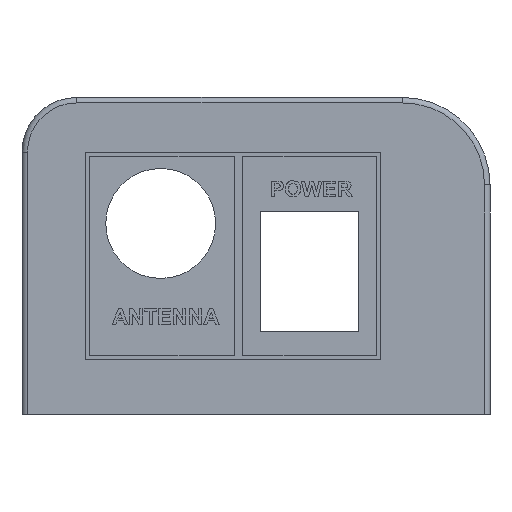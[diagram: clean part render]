
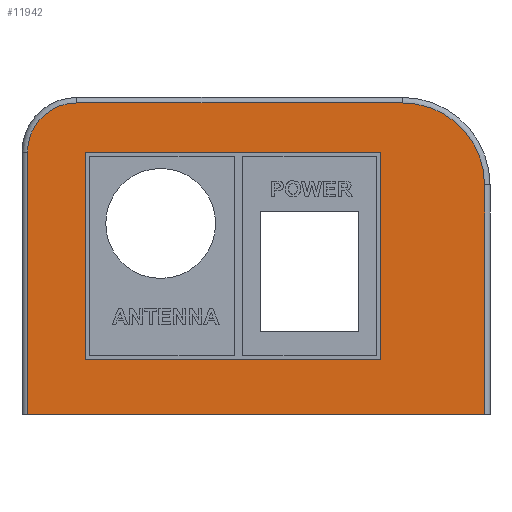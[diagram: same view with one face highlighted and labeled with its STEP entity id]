
A CAD part, left-side view. The second image highlights one B-rep face of the part: STEP entity #11942.
In plain terms, the highlighted planar face has unit normal (-1, 0, 0).
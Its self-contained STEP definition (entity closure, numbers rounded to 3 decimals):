
#531=FACE_BOUND('',#1693,.T.);
#628=CIRCLE('',#12574,7.5);
#629=CIRCLE('',#12575,4.5);
#1015=FACE_OUTER_BOUND('',#1692,.T.);
#1692=EDGE_LOOP('',(#9658,#9659,#9660,#9661,#9662,#9663));
#1693=EDGE_LOOP('',(#9664,#9665,#9666,#9667));
#2794=LINE('',#19373,#4155);
#2795=LINE('',#19379,#4156);
#2796=LINE('',#19383,#4157);
#2797=LINE('',#19385,#4158);
#2798=LINE('',#19388,#4159);
#2799=LINE('',#19390,#4160);
#2800=LINE('',#19392,#4161);
#2801=LINE('',#19393,#4162);
#4155=VECTOR('',#14299,10.);
#4156=VECTOR('',#14306,10.);
#4157=VECTOR('',#14309,10.);
#4158=VECTOR('',#14312,10.);
#4159=VECTOR('',#14313,10.);
#4160=VECTOR('',#14314,10.);
#4161=VECTOR('',#14315,10.);
#4162=VECTOR('',#14316,10.);
#5449=VERTEX_POINT('',#19371);
#5450=VERTEX_POINT('',#19372);
#5451=VERTEX_POINT('',#19377);
#5452=VERTEX_POINT('',#19378);
#5453=VERTEX_POINT('',#19380);
#5454=VERTEX_POINT('',#19382);
#5455=VERTEX_POINT('',#19386);
#5456=VERTEX_POINT('',#19387);
#5457=VERTEX_POINT('',#19389);
#5458=VERTEX_POINT('',#19391);
#6943=EDGE_CURVE('',#5449,#5450,#2794,.T.);
#6946=EDGE_CURVE('',#5451,#5452,#2795,.T.);
#6947=EDGE_CURVE('',#5453,#5451,#628,.T.);
#6948=EDGE_CURVE('',#5454,#5453,#2796,.T.);
#6949=EDGE_CURVE('',#5450,#5454,#629,.T.);
#6950=EDGE_CURVE('',#5449,#5452,#2797,.T.);
#6951=EDGE_CURVE('',#5455,#5456,#2798,.T.);
#6952=EDGE_CURVE('',#5456,#5457,#2799,.T.);
#6953=EDGE_CURVE('',#5457,#5458,#2800,.T.);
#6954=EDGE_CURVE('',#5458,#5455,#2801,.T.);
#9658=ORIENTED_EDGE('',*,*,#6946,.F.);
#9659=ORIENTED_EDGE('',*,*,#6947,.F.);
#9660=ORIENTED_EDGE('',*,*,#6948,.F.);
#9661=ORIENTED_EDGE('',*,*,#6949,.F.);
#9662=ORIENTED_EDGE('',*,*,#6943,.F.);
#9663=ORIENTED_EDGE('',*,*,#6950,.T.);
#9664=ORIENTED_EDGE('',*,*,#6951,.T.);
#9665=ORIENTED_EDGE('',*,*,#6952,.T.);
#9666=ORIENTED_EDGE('',*,*,#6953,.T.);
#9667=ORIENTED_EDGE('',*,*,#6954,.T.);
#11375=PLANE('',#12573);
#11942=ADVANCED_FACE('',(#1015,#531),#11375,.T.);
#12573=AXIS2_PLACEMENT_3D('',#19376,#14304,#14305);
#12574=AXIS2_PLACEMENT_3D('',#19381,#14307,#14308);
#12575=AXIS2_PLACEMENT_3D('',#19384,#14310,#14311);
#14299=DIRECTION('',(0.,0.,1.));
#14304=DIRECTION('center_axis',(-1.,0.,0.));
#14305=DIRECTION('ref_axis',(0.,-1.,0.));
#14306=DIRECTION('',(0.,0.,-1.));
#14307=DIRECTION('center_axis',(1.,0.,0.));
#14308=DIRECTION('ref_axis',(0.,-0.707,0.707));
#14309=DIRECTION('',(0.,-1.,0.));
#14310=DIRECTION('center_axis',(1.,0.,0.));
#14311=DIRECTION('ref_axis',(0.,0.707,0.707));
#14312=DIRECTION('',(0.,-1.,0.));
#14313=DIRECTION('',(0.,1.,0.));
#14314=DIRECTION('',(0.,0.,1.));
#14315=DIRECTION('',(0.,-1.,0.));
#14316=DIRECTION('',(0.,0.,-1.));
#19371=CARTESIAN_POINT('',(8.855,52.049,0.));
#19372=CARTESIAN_POINT('',(8.855,52.049,24.));
#19373=CARTESIAN_POINT('',(8.855,52.049,0.));
#19376=CARTESIAN_POINT('Origin',(8.855,52.549,0.));
#19377=CARTESIAN_POINT('',(8.855,10.249,21.));
#19378=CARTESIAN_POINT('',(8.855,10.249,0.));
#19379=CARTESIAN_POINT('',(8.855,10.249,0.));
#19380=CARTESIAN_POINT('',(8.855,17.749,28.5));
#19381=CARTESIAN_POINT('Origin',(8.855,17.749,21.));
#19382=CARTESIAN_POINT('',(8.855,47.549,28.5));
#19383=CARTESIAN_POINT('',(8.855,41.849,28.5));
#19384=CARTESIAN_POINT('Origin',(8.855,47.549,24.));
#19385=CARTESIAN_POINT('',(8.855,52.549,0.));
#19386=CARTESIAN_POINT('',(8.855,19.749,5.));
#19387=CARTESIAN_POINT('',(8.855,46.749,5.));
#19388=CARTESIAN_POINT('',(8.855,36.149,5.));
#19389=CARTESIAN_POINT('',(8.855,46.749,24.));
#19390=CARTESIAN_POINT('',(8.855,46.749,2.5));
#19391=CARTESIAN_POINT('',(8.855,19.749,24.));
#19392=CARTESIAN_POINT('',(8.855,49.649,24.));
#19393=CARTESIAN_POINT('',(8.855,19.749,12.));
